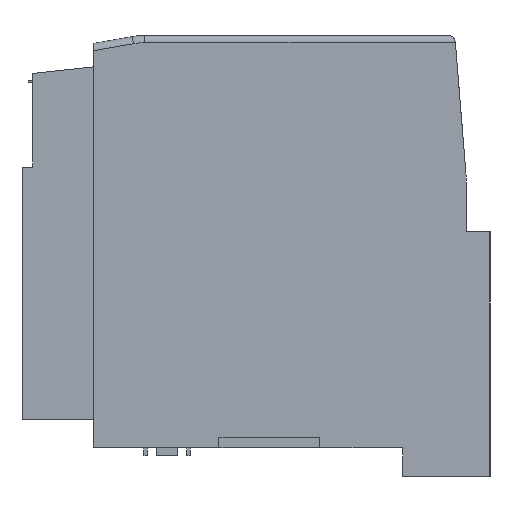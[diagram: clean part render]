
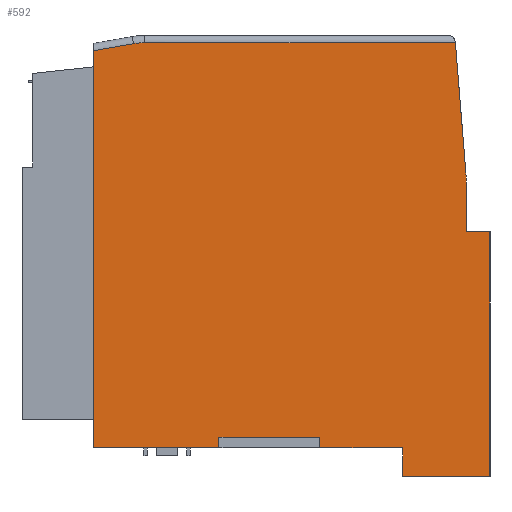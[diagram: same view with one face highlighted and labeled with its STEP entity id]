
A CAD part, left-side view. The second image highlights one B-rep face of the part: STEP entity #592.
In plain terms, the highlighted planar face has unit normal (-1, 0, 0).
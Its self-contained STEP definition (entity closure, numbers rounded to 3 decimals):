
#43 = VECTOR ( 'NONE', #16324, 1000. ) ;
#440 = ORIENTED_EDGE ( 'NONE', *, *, #27339, .T. ) ;
#588 = DIRECTION ( 'NONE',  ( 0., 0., -1. ) ) ;
#592 = ADVANCED_FACE ( 'NONE', ( #5288 ), #24817, .F. ) ;
#828 = ORIENTED_EDGE ( 'NONE', *, *, #17434, .F. ) ;
#1220 = ORIENTED_EDGE ( 'NONE', *, *, #25064, .T. ) ;
#1324 = CARTESIAN_POINT ( 'NONE',  ( -23.8, -5.95, 36.791 ) ) ;
#1354 = LINE ( 'NONE', #20461, #9969 ) ;
#1841 = ORIENTED_EDGE ( 'NONE', *, *, #9941, .T. ) ;
#1895 = CARTESIAN_POINT ( 'NONE',  ( -23.8, 25.95, 55.235 ) ) ;
#2182 = LINE ( 'NONE', #11335, #13497 ) ;
#2564 = LINE ( 'NONE', #7618, #8213 ) ;
#2737 = ORIENTED_EDGE ( 'NONE', *, *, #27176, .F. ) ;
#2806 = VECTOR ( 'NONE', #11826, 1000. ) ;
#2840 = CARTESIAN_POINT ( 'NONE',  ( -23.8, -17.09, -4. ) ) ;
#2889 = CARTESIAN_POINT ( 'NONE',  ( -23.8, 0., 1.5 ) ) ;
#3068 = VECTOR ( 'NONE', #9276, 1000. ) ;
#3268 = CARTESIAN_POINT ( 'NONE',  ( -23.8, 8.45, 1.5 ) ) ;
#3300 = VERTEX_POINT ( 'NONE', #23419 ) ;
#3464 = DIRECTION ( 'NONE',  ( 0., 0., -1. ) ) ;
#3726 = VERTEX_POINT ( 'NONE', #21158 ) ;
#3742 = AXIS2_PLACEMENT_3D ( 'NONE', #5804, #20651, #7932 ) ;
#3901 = LINE ( 'NONE', #7975, #25795 ) ;
#4252 = VERTEX_POINT ( 'NONE', #26150 ) ;
#4323 = VERTEX_POINT ( 'NONE', #15707 ) ;
#5050 = CARTESIAN_POINT ( 'NONE',  ( -23.8, -5.55, 0. ) ) ;
#5288 = FACE_OUTER_BOUND ( 'NONE', #27013, .T. ) ;
#5804 = CARTESIAN_POINT ( 'NONE',  ( -23.8, -25.95, 57.35 ) ) ;
#5918 = CARTESIAN_POINT ( 'NONE',  ( -23.8, -25.95, 0. ) ) ;
#5976 = VERTEX_POINT ( 'NONE', #7604 ) ;
#7556 = DIRECTION ( 'NONE',  ( 0., 0., -1. ) ) ;
#7604 = CARTESIAN_POINT ( 'NONE',  ( -23.8, -29.25, 30.05 ) ) ;
#7618 = CARTESIAN_POINT ( 'NONE',  ( -23.8, -24.35, 57.35 ) ) ;
#7644 = DIRECTION ( 'NONE',  ( 0., -1., 0. ) ) ;
#7932 = DIRECTION ( 'NONE',  ( 0., 0., -1. ) ) ;
#7975 = CARTESIAN_POINT ( 'NONE',  ( -23.8, -17.09, -4. ) ) ;
#8012 = LINE ( 'NONE', #5918, #12992 ) ;
#8213 = VECTOR ( 'NONE', #20362, 1000. ) ;
#8389 = EDGE_CURVE ( 'NONE', #25761, #4323, #3901, .T. ) ;
#8681 = ORIENTED_EDGE ( 'NONE', *, *, #18715, .T. ) ;
#8735 = VERTEX_POINT ( 'NONE', #11438 ) ;
#8821 = ORIENTED_EDGE ( 'NONE', *, *, #17949, .F. ) ;
#9169 = VERTEX_POINT ( 'NONE', #15821 ) ;
#9269 = VERTEX_POINT ( 'NONE', #22948 ) ;
#9276 = DIRECTION ( 'NONE',  ( 0., 1., 0. ) ) ;
#9283 = VECTOR ( 'NONE', #23341, 1000. ) ;
#9941 = EDGE_CURVE ( 'NONE', #9269, #24464, #21558, .T. ) ;
#9969 = VECTOR ( 'NONE', #7644, 1000. ) ;
#10776 = VECTOR ( 'NONE', #7556, 1000. ) ;
#10903 = CIRCLE ( 'NONE', #17155, 20. ) ;
#10956 = ORIENTED_EDGE ( 'NONE', *, *, #11537, .T. ) ;
#11171 = CARTESIAN_POINT ( 'NONE',  ( -23.8, 25.95, 57.35 ) ) ;
#11256 = DIRECTION ( 'NONE',  ( -1., 0., 0. ) ) ;
#11335 = CARTESIAN_POINT ( 'NONE',  ( -23.8, -25.95, 56.35 ) ) ;
#11363 = LINE ( 'NONE', #24753, #43 ) ;
#11438 = CARTESIAN_POINT ( 'NONE',  ( -23.8, 8.45, 0. ) ) ;
#11537 = EDGE_CURVE ( 'NONE', #24464, #4252, #24062, .T. ) ;
#11826 = DIRECTION ( 'NONE',  ( 0., 0., -1. ) ) ;
#11930 = VERTEX_POINT ( 'NONE', #14152 ) ;
#12082 = LINE ( 'NONE', #3268, #17713 ) ;
#12768 = VECTOR ( 'NONE', #588, 1000. ) ;
#12795 = AXIS2_PLACEMENT_3D ( 'NONE', #23958, #11256, #26037 ) ;
#12992 = VECTOR ( 'NONE', #16502, 1000. ) ;
#13488 = VERTEX_POINT ( 'NONE', #27265 ) ;
#13497 = VECTOR ( 'NONE', #19784, 1000. ) ;
#13647 = LINE ( 'NONE', #2840, #24903 ) ;
#14152 = CARTESIAN_POINT ( 'NONE',  ( -23.8, 8.45, 1.5 ) ) ;
#14226 = ORIENTED_EDGE ( 'NONE', *, *, #24557, .T. ) ;
#14263 = EDGE_CURVE ( 'NONE', #9169, #25574, #19749, .T. ) ;
#14401 = DIRECTION ( 'NONE',  ( 0., 1., 0. ) ) ;
#15707 = CARTESIAN_POINT ( 'NONE',  ( -23.8, -17.09, -4. ) ) ;
#15821 = CARTESIAN_POINT ( 'NONE',  ( -23.8, -25.95, 36.791 ) ) ;
#15840 = EDGE_CURVE ( 'NONE', #4323, #3726, #13647, .T. ) ;
#15978 = DIRECTION ( 'NONE',  ( 0., 0., -1. ) ) ;
#16180 = DIRECTION ( 'NONE',  ( -1., 0., 0. ) ) ;
#16324 = DIRECTION ( 'NONE',  ( 0., 0., -1. ) ) ;
#16502 = DIRECTION ( 'NONE',  ( 0., -1., 0. ) ) ;
#16839 = ORIENTED_EDGE ( 'NONE', *, *, #15840, .F. ) ;
#16891 = CARTESIAN_POINT ( 'NONE',  ( -23.8, -25.95, 30.05 ) ) ;
#17155 = AXIS2_PLACEMENT_3D ( 'NONE', #1324, #16180, #3464 ) ;
#17434 = EDGE_CURVE ( 'NONE', #5976, #25761, #26975, .T. ) ;
#17673 = DIRECTION ( 'NONE',  ( 0., 0., 1. ) ) ;
#17713 = VECTOR ( 'NONE', #15978, 1000. ) ;
#17949 = EDGE_CURVE ( 'NONE', #11930, #8735, #12082, .T. ) ;
#18198 = ORIENTED_EDGE ( 'NONE', *, *, #25360, .F. ) ;
#18270 = CARTESIAN_POINT ( 'NONE',  ( -23.8, 18.784, 56.35 ) ) ;
#18715 = EDGE_CURVE ( 'NONE', #20615, #3726, #8012, .T. ) ;
#18895 = EDGE_CURVE ( 'NONE', #4252, #8735, #1354, .T. ) ;
#19157 = CARTESIAN_POINT ( 'NONE',  ( -23.8, -24.431, 56.35 ) ) ;
#19217 = VERTEX_POINT ( 'NONE', #19157 ) ;
#19749 = LINE ( 'NONE', #24511, #2806 ) ;
#19784 = DIRECTION ( 'NONE',  ( 0., 1., 0. ) ) ;
#20311 = CARTESIAN_POINT ( 'NONE',  ( -23.8, -29.25, 30.05 ) ) ;
#20362 = DIRECTION ( 'NONE',  ( 0., -0.081, -0.997 ) ) ;
#20461 = CARTESIAN_POINT ( 'NONE',  ( -23.8, -25.95, 0. ) ) ;
#20615 = VERTEX_POINT ( 'NONE', #5050 ) ;
#20636 = ORIENTED_EDGE ( 'NONE', *, *, #14263, .F. ) ;
#20651 = DIRECTION ( 'NONE',  ( 1., 0., 0. ) ) ;
#21095 = EDGE_CURVE ( 'NONE', #21657, #9269, #24038, .T. ) ;
#21158 = CARTESIAN_POINT ( 'NONE',  ( -23.8, -17.09, 0. ) ) ;
#21285 = CARTESIAN_POINT ( 'NONE',  ( -23.8, -29.25, 30.05 ) ) ;
#21558 = LINE ( 'NONE', #25320, #27152 ) ;
#21657 = VERTEX_POINT ( 'NONE', #18270 ) ;
#22192 = ORIENTED_EDGE ( 'NONE', *, *, #8389, .F. ) ;
#22271 = CARTESIAN_POINT ( 'NONE',  ( -23.8, -29.25, -4. ) ) ;
#22948 = CARTESIAN_POINT ( 'NONE',  ( -23.8, 20.332, 56.216 ) ) ;
#23341 = DIRECTION ( 'NONE',  ( 0., 1., 0. ) ) ;
#23419 = CARTESIAN_POINT ( 'NONE',  ( -23.8, -5.55, 1.5 ) ) ;
#23958 = CARTESIAN_POINT ( 'NONE',  ( -23.8, 18.784, 47.35 ) ) ;
#23968 = ORIENTED_EDGE ( 'NONE', *, *, #25709, .T. ) ;
#24038 = CIRCLE ( 'NONE', #12795, 9. ) ;
#24062 = LINE ( 'NONE', #11171, #12768 ) ;
#24273 = ORIENTED_EDGE ( 'NONE', *, *, #18895, .T. ) ;
#24464 = VERTEX_POINT ( 'NONE', #1895 ) ;
#24511 = CARTESIAN_POINT ( 'NONE',  ( -23.8, -25.95, 57.35 ) ) ;
#24557 = EDGE_CURVE ( 'NONE', #5976, #25574, #25515, .T. ) ;
#24753 = CARTESIAN_POINT ( 'NONE',  ( -23.8, -5.55, 1.5 ) ) ;
#24817 = PLANE ( 'NONE',  #3742 ) ;
#24903 = VECTOR ( 'NONE', #17673, 1000. ) ;
#25064 = EDGE_CURVE ( 'NONE', #9169, #13488, #10903, .T. ) ;
#25320 = CARTESIAN_POINT ( 'NONE',  ( -23.8, -24.773, 64.091 ) ) ;
#25360 = EDGE_CURVE ( 'NONE', #19217, #13488, #2564, .T. ) ;
#25515 = LINE ( 'NONE', #21285, #9283 ) ;
#25574 = VERTEX_POINT ( 'NONE', #16891 ) ;
#25607 = LINE ( 'NONE', #2889, #3068 ) ;
#25709 = EDGE_CURVE ( 'NONE', #19217, #21657, #2182, .T. ) ;
#25761 = VERTEX_POINT ( 'NONE', #22271 ) ;
#25795 = VECTOR ( 'NONE', #14401, 1000. ) ;
#26037 = DIRECTION ( 'NONE',  ( 0., 0., -1. ) ) ;
#26150 = CARTESIAN_POINT ( 'NONE',  ( -23.8, 25.95, 0. ) ) ;
#26975 = LINE ( 'NONE', #20311, #10776 ) ;
#27013 = EDGE_LOOP ( 'NONE', ( #18198, #23968, #27081, #1841, #10956, #24273, #8821, #2737, #440, #8681, #16839, #22192, #828, #14226, #20636, #1220 ) ) ;
#27081 = ORIENTED_EDGE ( 'NONE', *, *, #21095, .T. ) ;
#27152 = VECTOR ( 'NONE', #27416, 1000. ) ;
#27176 = EDGE_CURVE ( 'NONE', #3300, #11930, #25607, .T. ) ;
#27265 = CARTESIAN_POINT ( 'NONE',  ( -23.8, -25.885, 38.406 ) ) ;
#27339 = EDGE_CURVE ( 'NONE', #3300, #20615, #11363, .T. ) ;
#27416 = DIRECTION ( 'NONE',  ( 0., 0.985, -0.172 ) ) ;
